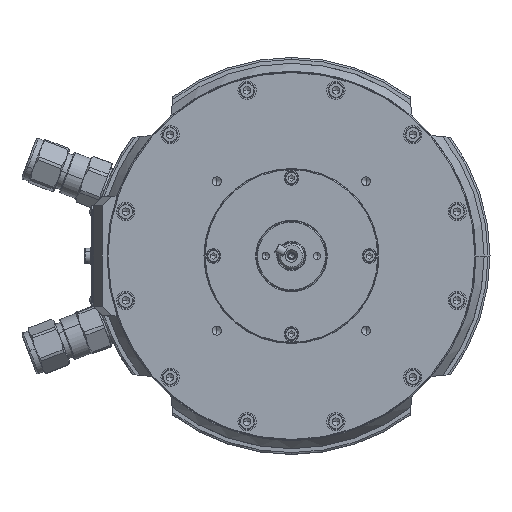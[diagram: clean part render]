
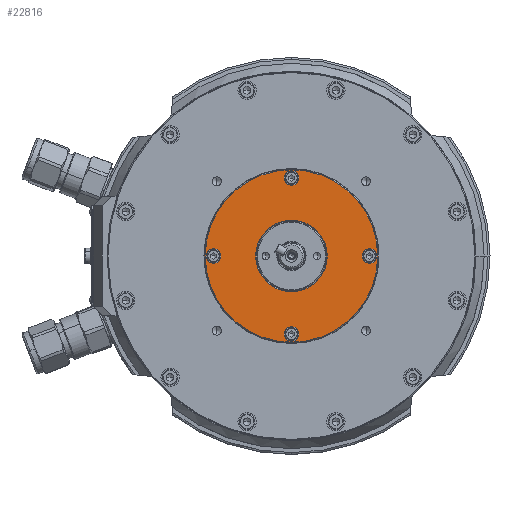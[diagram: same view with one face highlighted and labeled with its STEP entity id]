
A CAD part, left-side view. The second image highlights one B-rep face of the part: STEP entity #22816.
In plain terms, the highlighted planar face has unit normal (-1, 0, 0).
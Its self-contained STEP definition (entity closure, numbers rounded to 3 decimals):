
#18285=CARTESIAN_POINT('',(-14.498,0.,19.5));
#18286=VERTEX_POINT('',#18285);
#18300=CARTESIAN_POINT('',(-14.498,0.,-19.5));
#18301=VERTEX_POINT('',#18300);
#18308=CARTESIAN_POINT('',(-14.498,0.,0.));
#18309=DIRECTION('',(-1.0,0.0,0.0));
#18310=DIRECTION('',(0.0,0.0,1.0));
#18311=AXIS2_PLACEMENT_3D('',#18308,#18309,#18310);
#18312=CIRCLE('',#18311,19.5);
#18313=EDGE_CURVE('',#18301,#18286,#18312,.T.);
#18346=CARTESIAN_POINT('',(-14.498,42.5,4.));
#18347=VERTEX_POINT('',#18346);
#18363=CARTESIAN_POINT('',(-14.498,42.5,-4.));
#18364=VERTEX_POINT('',#18363);
#18371=CARTESIAN_POINT('',(-14.498,42.5,0.));
#18372=DIRECTION('',(1.0,0.0,0.0));
#18373=DIRECTION('',(0.0,0.0,1.0));
#18374=AXIS2_PLACEMENT_3D('',#18371,#18372,#18373);
#18375=CIRCLE('',#18374,4.0);
#18376=EDGE_CURVE('',#18347,#18364,#18375,.T.);
#18388=CARTESIAN_POINT('',(-14.498,-42.5,4.));
#18389=VERTEX_POINT('',#18388);
#18405=CARTESIAN_POINT('',(-14.498,-42.5,-4.));
#18406=VERTEX_POINT('',#18405);
#18413=CARTESIAN_POINT('',(-14.498,-42.5,0.));
#18414=DIRECTION('',(1.0,0.0,0.0));
#18415=DIRECTION('',(0.0,0.0,1.0));
#18416=AXIS2_PLACEMENT_3D('',#18413,#18414,#18415);
#18417=CIRCLE('',#18416,4.0);
#18418=EDGE_CURVE('',#18389,#18406,#18417,.T.);
#18451=CARTESIAN_POINT('',(-14.498,0.,-38.5));
#18452=VERTEX_POINT('',#18451);
#18468=CARTESIAN_POINT('',(-14.498,0.,-46.5));
#18469=VERTEX_POINT('',#18468);
#18476=CARTESIAN_POINT('',(-14.498,0.,-42.5));
#18477=DIRECTION('',(1.0,0.0,0.0));
#18478=DIRECTION('',(0.0,0.0,1.0));
#18479=AXIS2_PLACEMENT_3D('',#18476,#18477,#18478);
#18480=CIRCLE('',#18479,4.0);
#18481=EDGE_CURVE('',#18452,#18469,#18480,.T.);
#18493=CARTESIAN_POINT('',(-14.498,0.,38.5));
#18494=VERTEX_POINT('',#18493);
#18510=CARTESIAN_POINT('',(-14.498,0.,46.5));
#18511=VERTEX_POINT('',#18510);
#18518=CARTESIAN_POINT('',(-14.498,0.,42.5));
#18519=DIRECTION('',(1.0,0.0,0.0));
#18520=DIRECTION('',(0.0,0.0,-1.0));
#18521=AXIS2_PLACEMENT_3D('',#18518,#18519,#18520);
#18522=CIRCLE('',#18521,4.0);
#18523=EDGE_CURVE('',#18494,#18511,#18522,.T.);
#18535=CARTESIAN_POINT('',(-14.498,0.,47.));
#18536=VERTEX_POINT('',#18535);
#18552=CARTESIAN_POINT('',(-14.498,0.,-47.));
#18553=VERTEX_POINT('',#18552);
#18560=CARTESIAN_POINT('',(-14.498,0.,0.));
#18561=DIRECTION('',(1.0,0.0,0.0));
#18562=DIRECTION('',(0.0,0.0,1.0));
#18563=AXIS2_PLACEMENT_3D('',#18560,#18561,#18562);
#18564=CIRCLE('',#18563,47.0);
#18565=EDGE_CURVE('',#18553,#18536,#18564,.T.);
#22745=CARTESIAN_POINT('',(-14.498,0.,0.));
#22746=DIRECTION('',(1.0,0.0,0.0));
#22747=DIRECTION('',(0.0,0.0,1.0));
#22748=AXIS2_PLACEMENT_3D('',#22745,#22746,#22747);
#22749=CIRCLE('',#22748,47.0);
#22750=EDGE_CURVE('',#18536,#18553,#22749,.T.);
#22757=CARTESIAN_POINT('',(-14.498,0.,0.));
#22758=DIRECTION('',(-1.0,0.0,0.0));
#22759=DIRECTION('',(0.0,0.0,1.0));
#22760=AXIS2_PLACEMENT_3D('',#22757,#22758,#22759);
#22761=PLANE('',#22760);
#22762=ORIENTED_EDGE('',*,*,#18565,.F.);
#22763=ORIENTED_EDGE('',*,*,#22750,.F.);
#22764=EDGE_LOOP('',(#22762,#22763));
#22765=FACE_OUTER_BOUND('',#22764,.T.);
#22766=ORIENTED_EDGE('',*,*,#18313,.F.);
#22767=CARTESIAN_POINT('',(-14.498,0.,0.));
#22768=DIRECTION('',(-1.0,0.0,0.0));
#22769=DIRECTION('',(0.0,0.0,1.0));
#22770=AXIS2_PLACEMENT_3D('',#22767,#22768,#22769);
#22771=CIRCLE('',#22770,19.5);
#22772=EDGE_CURVE('',#18286,#18301,#22771,.T.);
#22773=ORIENTED_EDGE('',*,*,#22772,.F.);
#22774=EDGE_LOOP('',(#22766,#22773));
#22775=FACE_BOUND('',#22774,.T.);
#22776=ORIENTED_EDGE('',*,*,#18376,.T.);
#22777=CARTESIAN_POINT('',(-14.498,42.5,0.));
#22778=DIRECTION('',(1.0,0.0,0.0));
#22779=DIRECTION('',(0.0,0.0,1.0));
#22780=AXIS2_PLACEMENT_3D('',#22777,#22778,#22779);
#22781=CIRCLE('',#22780,4.0);
#22782=EDGE_CURVE('',#18364,#18347,#22781,.T.);
#22783=ORIENTED_EDGE('',*,*,#22782,.T.);
#22784=EDGE_LOOP('',(#22776,#22783));
#22785=FACE_BOUND('',#22784,.T.);
#22786=ORIENTED_EDGE('',*,*,#18418,.T.);
#22787=CARTESIAN_POINT('',(-14.498,-42.5,0.));
#22788=DIRECTION('',(1.0,0.0,0.0));
#22789=DIRECTION('',(0.0,0.0,1.0));
#22790=AXIS2_PLACEMENT_3D('',#22787,#22788,#22789);
#22791=CIRCLE('',#22790,4.0);
#22792=EDGE_CURVE('',#18406,#18389,#22791,.T.);
#22793=ORIENTED_EDGE('',*,*,#22792,.T.);
#22794=EDGE_LOOP('',(#22786,#22793));
#22795=FACE_BOUND('',#22794,.T.);
#22796=ORIENTED_EDGE('',*,*,#18481,.T.);
#22797=CARTESIAN_POINT('',(-14.498,0.,-42.5));
#22798=DIRECTION('',(1.0,0.0,0.0));
#22799=DIRECTION('',(0.0,0.0,1.0));
#22800=AXIS2_PLACEMENT_3D('',#22797,#22798,#22799);
#22801=CIRCLE('',#22800,4.0);
#22802=EDGE_CURVE('',#18469,#18452,#22801,.T.);
#22803=ORIENTED_EDGE('',*,*,#22802,.T.);
#22804=EDGE_LOOP('',(#22796,#22803));
#22805=FACE_BOUND('',#22804,.T.);
#22806=ORIENTED_EDGE('',*,*,#18523,.T.);
#22807=CARTESIAN_POINT('',(-14.498,0.,42.5));
#22808=DIRECTION('',(1.0,0.0,0.0));
#22809=DIRECTION('',(0.0,0.0,-1.0));
#22810=AXIS2_PLACEMENT_3D('',#22807,#22808,#22809);
#22811=CIRCLE('',#22810,4.0);
#22812=EDGE_CURVE('',#18511,#18494,#22811,.T.);
#22813=ORIENTED_EDGE('',*,*,#22812,.T.);
#22814=EDGE_LOOP('',(#22806,#22813));
#22815=FACE_BOUND('',#22814,.T.);
#22816=ADVANCED_FACE('',(#22765,#22775,#22785,#22795,#22805,#22815),#22761,.T.);
